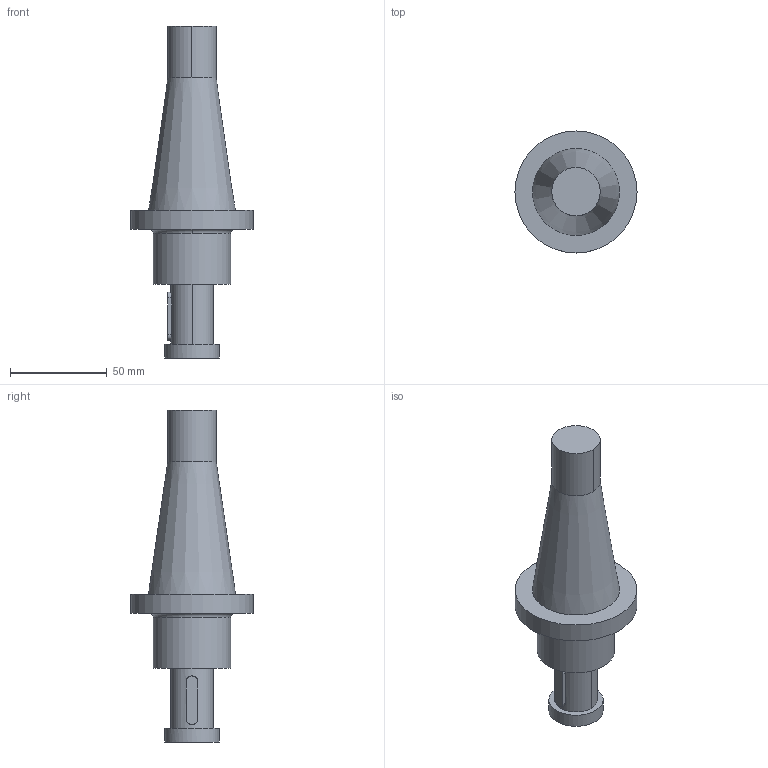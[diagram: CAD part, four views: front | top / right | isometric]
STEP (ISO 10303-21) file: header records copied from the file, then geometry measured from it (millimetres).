
FILE_DESCRIPTION(/* description */ (''),/* implementation_level */ '2;1');
FILE_NAME(/* name */ '2080.40-FMH2.22.052.stp',/* time_stamp */ '2024-06-23T15:43:31+02:00',/* author */ (''),/* organization */ (''),/* preprocessor_version */ 'ST-DEVELOPER v16.7',/* originating_system */ 'SIEMENS PLM Software NX 12.0',/* authorisation */ '');
FILE_SCHEMA (('AUTOMOTIVE_DESIGN { 1 0 10303 214 3 1 1 1 }'));
Length unit declared in the file: millimetre
Products named in the file (1): pf660F5CA0AEj7zf
Bounding box: 63 x 63 x 171.4 mm (x, y, z)
Volume: 163737.9 mm3; surface area: 23757.1 mm2
Topology: 1 solids, 1 shells, 29 faces, 63 edges, 41 vertices
Faces by surface type: plane 15, cylinder 11, torus 2, cone 1
Full cylindrical faces by diameter (mm): 28 x1, 40 x1, 63 x1
Entity records: 921 total; most frequent: CARTESIAN_POINT 209, DIRECTION 148, ORIENTED_EDGE 122, EDGE_CURVE 61, AXIS2_PLACEMENT_3D 60, VERTEX_POINT 43, EDGE_LOOP 38, ADVANCED_FACE 29
